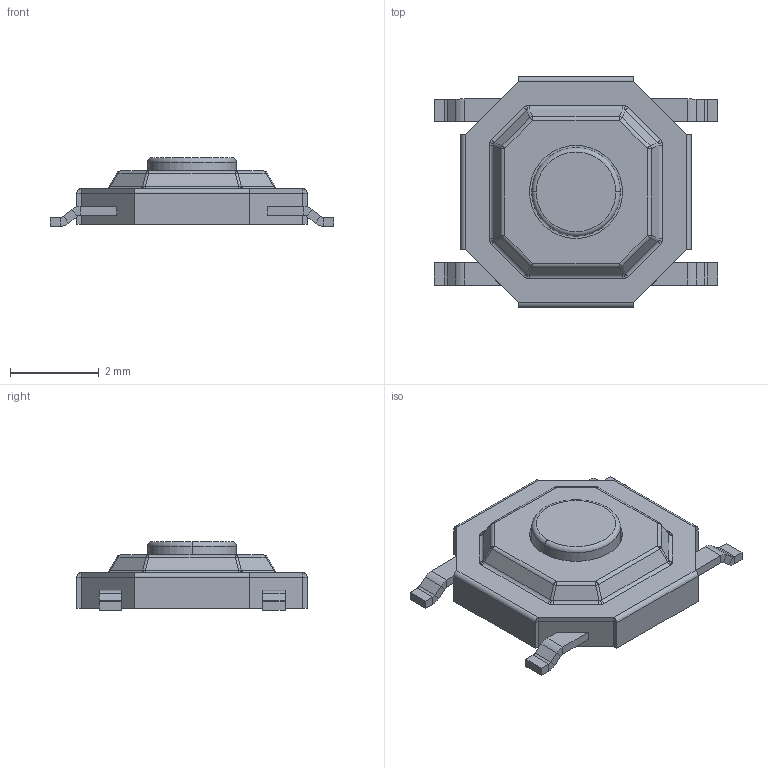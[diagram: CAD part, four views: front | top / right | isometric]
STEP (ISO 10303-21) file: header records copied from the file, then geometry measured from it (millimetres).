
FILE_DESCRIPTION(('FreeCAD Model'),'2;1');
FILE_NAME('Open CASCADE Shape Model','2024-04-18T22:27:16',(''),(''), 'Open CASCADE STEP processor 7.6','FreeCAD','Unknown');
FILE_SCHEMA(('AUTOMOTIVE_DESIGN { 1 0 10303 214 1 1 1 1 }'));
Length unit declared in the file: millimetre
Products named in the file (24): PCBModel; SW1; SW-SMD_4P-L5.1-W5.1-P3.70-LS6.5-TL-2; COMPOUND020; COMPOUND; COMPOUND001; COMPOUND002; COMPOUND003; COMPOUND004; COMPOUND005; COMPOUND006; COMPOUND007; COMPOUND008; COMPOUND009; COMPOUND010; COMPOUND011; COMPOUND012; COMPOUND013; COMPOUND014; COMPOUND015; COMPOUND016; COMPOUND017; COMPOUND018; COMPOUND019
Assembly tree (23 placements, depth 5):
  PCBModel
    SW1
      SW-SMD_4P-L5.1-W5.1-P3.70-LS6.5-TL-2
        COMPOUND020
          COMPOUND
          COMPOUND001
          COMPOUND002
          COMPOUND003
          COMPOUND004
          COMPOUND005
          COMPOUND006
          COMPOUND007
          COMPOUND008
          COMPOUND009
          COMPOUND010
          COMPOUND011
          COMPOUND012
          COMPOUND013
          COMPOUND014
          COMPOUND015
          COMPOUND016
          COMPOUND017
          COMPOUND018
          COMPOUND019
Bounding box: 6.4 x 5.2 x 1.55 mm (x, y, z)
Volume: 24.6 mm3; surface area: 142.1 mm2
Topology: 20 solids, 20 shells, 492 faces, 1203 edges, 764 vertices
Faces by surface type: plane 306, bspline 128, cylinder 48, sphere 8, torus 2
Entity records: 17355 total; most frequent: CARTESIAN_POINT 4859, ORIENTED_EDGE 2406, DIRECTION 1819, EDGE_CURVE 1203, LINE 843, VECTOR 843, VERTEX_POINT 764, FACE_BOUND 517
